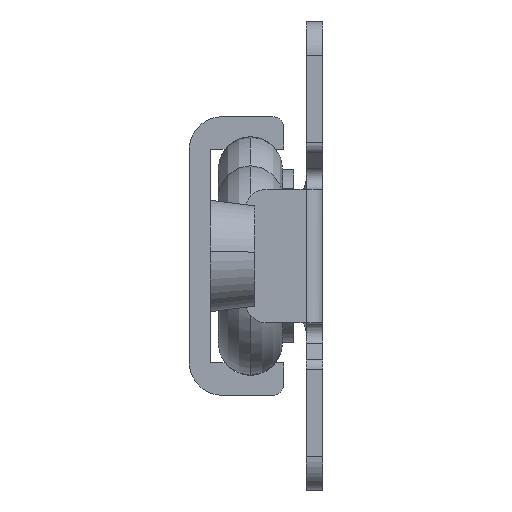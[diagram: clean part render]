
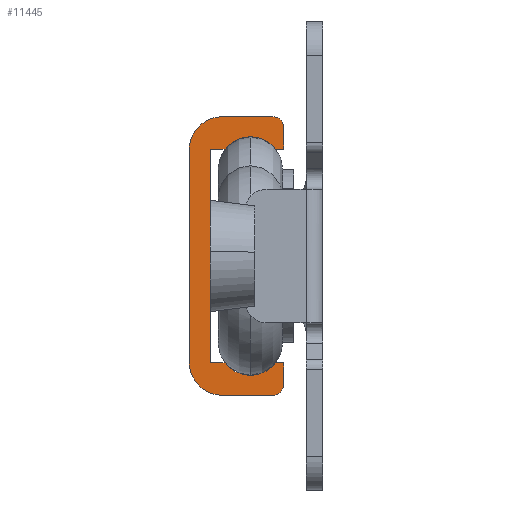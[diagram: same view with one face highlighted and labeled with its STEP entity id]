
A CAD part, left-side view. The second image highlights one B-rep face of the part: STEP entity #11445.
In plain terms, the highlighted free-form (B-spline) face has degree [1, 1] with [2, 2] control points.
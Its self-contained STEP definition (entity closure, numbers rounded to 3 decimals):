
#11055=CARTESIAN_POINT('',(0.0,-3.226,-9.6));
#11056=VERTEX_POINT('',#11055);
#11057=CARTESIAN_POINT('',(0.0,-7.774,-9.6));
#11058=VERTEX_POINT('',#11057);
#11059=CARTESIAN_POINT('',(0.0,-3.226,-9.6));
#11060=CARTESIAN_POINT('',(0.0,-3.479,-9.921));
#11061=CARTESIAN_POINT('',(0.0,-3.995,-10.345));
#11062=CARTESIAN_POINT('',(0.0,-4.845,-10.657));
#11063=CARTESIAN_POINT('',(0.0,-5.473,-10.719));
#11064=CARTESIAN_POINT('',(0.0,-6.098,-10.657));
#11065=CARTESIAN_POINT('',(0.0,-6.912,-10.41));
#11066=CARTESIAN_POINT('',(0.0,-7.487,-9.964));
#11067=CARTESIAN_POINT('',(0.0,-7.774,-9.6));
#11068=B_SPLINE_CURVE_WITH_KNOTS('',3,(#11059,#11060,#11061,#11062,#11063,#11064,#11065,#11066,#11067),.UNSPECIFIED.,.F.,.U.,(4,1,1,1,1,1,4),(0.,1.225,1.96,2.695,3.103,3.839,5.227),.UNSPECIFIED.);
#11069=EDGE_CURVE('',#11056,#11058,#11068,.T.);
#11105=CARTESIAN_POINT('',(0.0,-8.5,-9.6));
#11106=VERTEX_POINT('',#11105);
#11107=CARTESIAN_POINT('',(0.0,-8.5,-9.6));
#11108=CARTESIAN_POINT('',(0.0,-7.774,-9.6));
#11109=QUASI_UNIFORM_CURVE('',1,(#11107,#11108),.UNSPECIFIED.,.F.,.U.);
#11110=EDGE_CURVE('',#11106,#11058,#11109,.T.);
#11133=CARTESIAN_POINT('',(0.0,-8.5,-11.5));
#11134=VERTEX_POINT('',#11133);
#11135=CARTESIAN_POINT('',(0.0,-8.5,-11.5));
#11136=CARTESIAN_POINT('',(0.0,-8.5,-9.6));
#11137=QUASI_UNIFORM_CURVE('',1,(#11135,#11136),.UNSPECIFIED.,.F.,.U.);
#11138=EDGE_CURVE('',#11134,#11106,#11137,.T.);
#11170=CARTESIAN_POINT('',(0.0,-7.5,-12.5));
#11171=VERTEX_POINT('',#11170);
#11172=CARTESIAN_POINT('',(0.0,-7.5,-12.5));
#11173=CARTESIAN_POINT('',(0.0,-8.5,-12.5));
#11174=CARTESIAN_POINT('',(0.0,-8.5,-11.5));
#11182=(BOUNDED_CURVE()B_SPLINE_CURVE(2,(#11172,#11173,#11174),.UNSPECIFIED.,.F.,.U.)CURVE()GEOMETRIC_REPRESENTATION_ITEM()QUASI_UNIFORM_CURVE()RATIONAL_B_SPLINE_CURVE((1.0,0.707,1.0))REPRESENTATION_ITEM(''));
#11183=EDGE_CURVE('',#11171,#11134,#11182,.T.);
#11214=CARTESIAN_POINT('',(0.0,-3.0,-12.5));
#11215=VERTEX_POINT('',#11214);
#11216=CARTESIAN_POINT('',(0.0,-3.0,-12.5));
#11217=CARTESIAN_POINT('',(0.0,-7.5,-12.5));
#11218=QUASI_UNIFORM_CURVE('',1,(#11216,#11217),.UNSPECIFIED.,.F.,.U.);
#11219=EDGE_CURVE('',#11215,#11171,#11218,.T.);
#11251=CARTESIAN_POINT('',(0.0,0.,-9.5));
#11252=VERTEX_POINT('',#11251);
#11253=CARTESIAN_POINT('',(0.0,0.0,-9.5));
#11254=CARTESIAN_POINT('',(0.0,0.0,-12.5));
#11255=CARTESIAN_POINT('',(0.0,-3.0,-12.5));
#11263=(BOUNDED_CURVE()B_SPLINE_CURVE(2,(#11253,#11254,#11255),.UNSPECIFIED.,.F.,.U.)CURVE()GEOMETRIC_REPRESENTATION_ITEM()QUASI_UNIFORM_CURVE()RATIONAL_B_SPLINE_CURVE((1.0,0.707,1.0))REPRESENTATION_ITEM(''));
#11264=EDGE_CURVE('',#11252,#11215,#11263,.T.);
#11295=CARTESIAN_POINT('',(0.0,0.,9.5));
#11296=VERTEX_POINT('',#11295);
#11297=CARTESIAN_POINT('',(0.0,0.,9.5));
#11298=CARTESIAN_POINT('',(0.0,0.,-9.5));
#11299=QUASI_UNIFORM_CURVE('',1,(#11297,#11298),.UNSPECIFIED.,.F.,.U.);
#11300=EDGE_CURVE('',#11296,#11252,#11299,.T.);
#11348=CARTESIAN_POINT('',(0.0,0.425,13.749));
#11349=CARTESIAN_POINT('',(0.0,-8.925,13.749));
#11350=CARTESIAN_POINT('',(0.0,0.425,-13.749));
#11351=CARTESIAN_POINT('',(0.0,-8.925,-13.749));
#11352=B_SPLINE_SURFACE_WITH_KNOTS('',1,1,((#11348,#11350),(#11349,#11351)),.UNSPECIFIED.,.F.,.F.,.U.,(2,2),(2,2),(0.0,9.349),(0.0,27.498),.UNSPECIFIED.);
#11353=ORIENTED_EDGE('',*,*,#11264,.T.);
#11354=ORIENTED_EDGE('',*,*,#11219,.T.);
#11355=ORIENTED_EDGE('',*,*,#11183,.T.);
#11356=ORIENTED_EDGE('',*,*,#11138,.T.);
#11357=ORIENTED_EDGE('',*,*,#11110,.T.);
#11358=ORIENTED_EDGE('',*,*,#11069,.F.);
#11359=CARTESIAN_POINT('',(0.0,-1.9,-9.6));
#11360=VERTEX_POINT('',#11359);
#11361=CARTESIAN_POINT('',(0.0,-3.226,-9.6));
#11362=CARTESIAN_POINT('',(0.0,-1.9,-9.6));
#11363=QUASI_UNIFORM_CURVE('',1,(#11361,#11362),.UNSPECIFIED.,.F.,.U.);
#11364=EDGE_CURVE('',#11056,#11360,#11363,.T.);
#11365=ORIENTED_EDGE('',*,*,#11364,.T.);
#11366=CARTESIAN_POINT('',(0.0,-1.9,9.6));
#11367=VERTEX_POINT('',#11366);
#11368=CARTESIAN_POINT('',(0.0,-1.9,-9.6));
#11369=CARTESIAN_POINT('',(0.0,-1.9,9.6));
#11370=QUASI_UNIFORM_CURVE('',1,(#11368,#11369),.UNSPECIFIED.,.F.,.U.);
#11371=EDGE_CURVE('',#11360,#11367,#11370,.T.);
#11372=ORIENTED_EDGE('',*,*,#11371,.T.);
#11373=CARTESIAN_POINT('',(0.0,-3.226,9.6));
#11374=VERTEX_POINT('',#11373);
#11375=CARTESIAN_POINT('',(0.0,-1.9,9.6));
#11376=CARTESIAN_POINT('',(0.0,-3.226,9.6));
#11377=QUASI_UNIFORM_CURVE('',1,(#11375,#11376),.UNSPECIFIED.,.F.,.U.);
#11378=EDGE_CURVE('',#11367,#11374,#11377,.T.);
#11379=ORIENTED_EDGE('',*,*,#11378,.T.);
#11380=CARTESIAN_POINT('',(0.0,-7.774,9.6));
#11381=VERTEX_POINT('',#11380);
#11382=CARTESIAN_POINT('',(0.0,-7.774,9.6));
#11383=CARTESIAN_POINT('',(0.0,-7.571,9.856));
#11384=CARTESIAN_POINT('',(0.0,-7.037,10.336));
#11385=CARTESIAN_POINT('',(0.0,-6.052,10.714));
#11386=CARTESIAN_POINT('',(0.0,-5.086,10.714));
#11387=CARTESIAN_POINT('',(0.0,-4.088,10.41));
#11388=CARTESIAN_POINT('',(0.0,-3.513,9.964));
#11389=CARTESIAN_POINT('',(0.0,-3.226,9.6));
#11390=B_SPLINE_CURVE_WITH_KNOTS('',3,(#11382,#11383,#11384,#11385,#11386,#11387,#11388,#11389),.UNSPECIFIED.,.F.,.U.,(4,1,1,1,1,4),(0.,0.98,2.124,3.103,3.839,5.227),.UNSPECIFIED.);
#11391=EDGE_CURVE('',#11381,#11374,#11390,.T.);
#11392=ORIENTED_EDGE('',*,*,#11391,.F.);
#11393=CARTESIAN_POINT('',(0.0,-8.5,9.6));
#11394=VERTEX_POINT('',#11393);
#11395=CARTESIAN_POINT('',(0.0,-7.774,9.6));
#11396=CARTESIAN_POINT('',(0.0,-8.5,9.6));
#11397=QUASI_UNIFORM_CURVE('',1,(#11395,#11396),.UNSPECIFIED.,.F.,.U.);
#11398=EDGE_CURVE('',#11381,#11394,#11397,.T.);
#11399=ORIENTED_EDGE('',*,*,#11398,.T.);
#11400=CARTESIAN_POINT('',(0.0,-8.5,11.5));
#11401=VERTEX_POINT('',#11400);
#11402=CARTESIAN_POINT('',(0.0,-8.5,9.6));
#11403=CARTESIAN_POINT('',(0.0,-8.5,11.5));
#11404=QUASI_UNIFORM_CURVE('',1,(#11402,#11403),.UNSPECIFIED.,.F.,.U.);
#11405=EDGE_CURVE('',#11394,#11401,#11404,.T.);
#11406=ORIENTED_EDGE('',*,*,#11405,.T.);
#11407=CARTESIAN_POINT('',(0.0,-7.5,12.5));
#11408=VERTEX_POINT('',#11407);
#11409=CARTESIAN_POINT('',(0.0,-8.5,11.5));
#11410=CARTESIAN_POINT('',(0.0,-8.5,12.5));
#11411=CARTESIAN_POINT('',(0.0,-7.5,12.5));
#11419=(BOUNDED_CURVE()B_SPLINE_CURVE(2,(#11409,#11410,#11411),.UNSPECIFIED.,.F.,.U.)CURVE()GEOMETRIC_REPRESENTATION_ITEM()QUASI_UNIFORM_CURVE()RATIONAL_B_SPLINE_CURVE((1.0,0.707,1.0))REPRESENTATION_ITEM(''));
#11420=EDGE_CURVE('',#11401,#11408,#11419,.T.);
#11421=ORIENTED_EDGE('',*,*,#11420,.T.);
#11422=CARTESIAN_POINT('',(0.0,-3.0,12.5));
#11423=VERTEX_POINT('',#11422);
#11424=CARTESIAN_POINT('',(0.0,-7.5,12.5));
#11425=CARTESIAN_POINT('',(0.0,-3.0,12.5));
#11426=QUASI_UNIFORM_CURVE('',1,(#11424,#11425),.UNSPECIFIED.,.F.,.U.);
#11427=EDGE_CURVE('',#11408,#11423,#11426,.T.);
#11428=ORIENTED_EDGE('',*,*,#11427,.T.);
#11429=CARTESIAN_POINT('',(0.0,-3.0,12.5));
#11430=CARTESIAN_POINT('',(0.0,0.0,12.5));
#11431=CARTESIAN_POINT('',(0.0,0.0,9.5));
#11439=(BOUNDED_CURVE()B_SPLINE_CURVE(2,(#11429,#11430,#11431),.UNSPECIFIED.,.F.,.U.)CURVE()GEOMETRIC_REPRESENTATION_ITEM()QUASI_UNIFORM_CURVE()RATIONAL_B_SPLINE_CURVE((1.0,0.707,1.0))REPRESENTATION_ITEM(''));
#11440=EDGE_CURVE('',#11423,#11296,#11439,.T.);
#11441=ORIENTED_EDGE('',*,*,#11440,.T.);
#11442=ORIENTED_EDGE('',*,*,#11300,.T.);
#11443=EDGE_LOOP('',(#11353,#11354,#11355,#11356,#11357,#11358,#11365,#11372,#11379,#11392,#11399,#11406,#11421,#11428,#11441,#11442));
#11444=FACE_OUTER_BOUND('',#11443,.T.);
#11445=ADVANCED_FACE('',(#11444),#11352,.F.);
